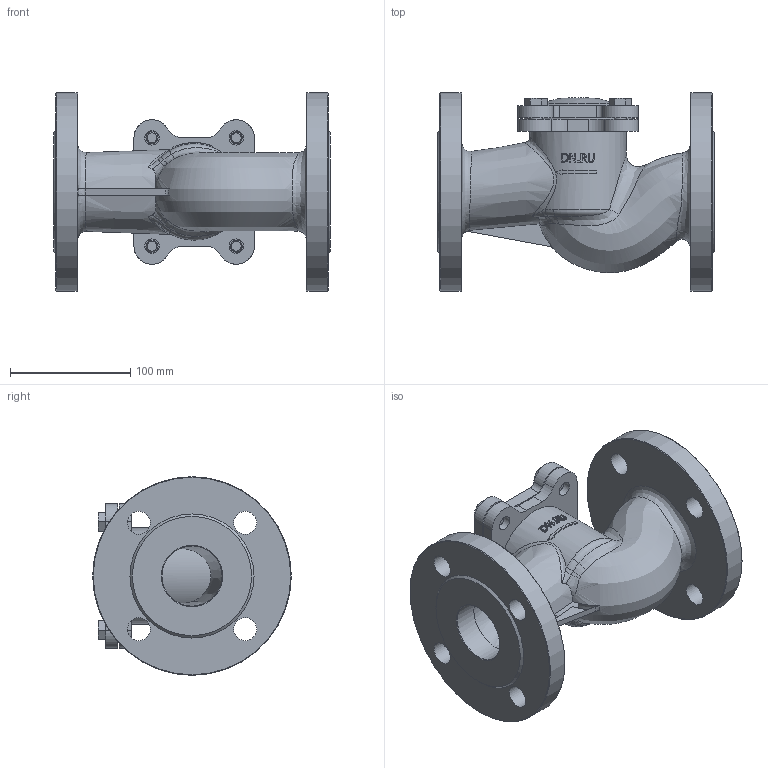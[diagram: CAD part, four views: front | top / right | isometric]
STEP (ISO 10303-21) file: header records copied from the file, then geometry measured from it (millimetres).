
FILE_DESCRIPTION(/* description */ (''),/* implementation_level */ '2;1');
FILE_NAME(/* name */ 'DN50_3D_STEP.stp',/* time_stamp */ '2024-03-27T17:14:32+03:00',/* author */ ('igorr'),/* organization */ (''),/* preprocessor_version */ 'ST-DEVELOPER v19.2',/* originating_system */ 'Autodesk Inventor 2023',/* authorisation */ '');
FILE_SCHEMA (('AUTOMOTIVE_DESIGN { 1 0 10303 214 3 1 1 }'));
Length unit declared in the file: millimetre
Products named in the file (3): Сборка; Деталь1; AS 1110 - M10 x 16
Assembly tree (5 placements, depth 2):
  Сборка
    Деталь1
    AS 1110 - M10 x 16  x4
Bounding box: 230 x 165 x 165 mm (x, y, z)
Volume: 1546402.4 mm3; surface area: 222224.1 mm2
Topology: 5 solids, 5 shells, 279 faces, 691 edges, 441 vertices
Faces by surface type: plane 132, cylinder 57, bspline 49, cone 36, torus 5
Full cylindrical faces by diameter (mm): 10 x4, 12 x8, 16 x4, 19 x8, 50 x2, 80 x1, 90 x1, 165 x2
Entity records: 12199 total; most frequent: CARTESIAN_POINT 6988, ORIENTED_EDGE 1074, DIRECTION 928, EDGE_CURVE 537, AXIS2_PLACEMENT_3D 362, VERTEX_POINT 351, EDGE_LOOP 256, FACE_OUTER_BOUND 207
